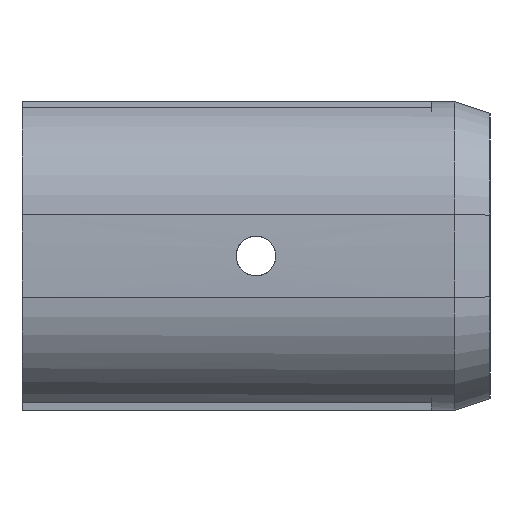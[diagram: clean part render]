
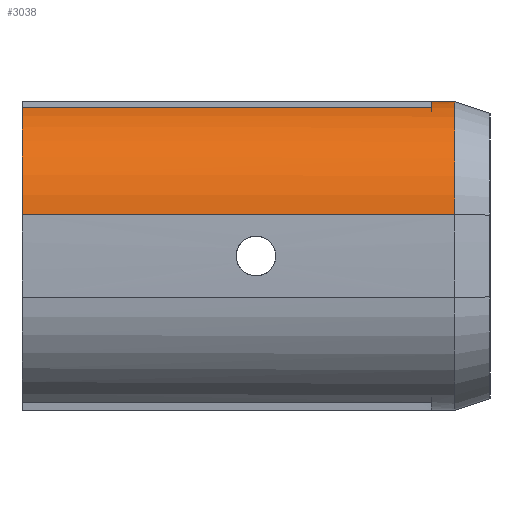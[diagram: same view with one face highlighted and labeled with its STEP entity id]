
A CAD part, left-side view. The second image highlights one B-rep face of the part: STEP entity #3038.
In plain terms, the highlighted cylindrical face has radius 10 mm (diameter 20 mm), a partial arc.
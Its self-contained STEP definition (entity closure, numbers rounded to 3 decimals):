
#135 = CARTESIAN_POINT ( 'NONE',  ( -95.947, 5., -4. ) ) ;
#169 = LINE ( 'NONE', #1277, #479 ) ;
#179 = DIRECTION ( 'NONE',  ( 0., 1., 0. ) ) ;
#313 = CARTESIAN_POINT ( 'NONE',  ( -99.118, 40., 5.484 ) ) ;
#479 = VECTOR ( 'NONE', #3472, 1000. ) ;
#704 = DIRECTION ( 'NONE',  ( 0., 1., 0. ) ) ;
#727 = VERTEX_POINT ( 'NONE', #1319 ) ;
#814 = AXIS2_PLACEMENT_3D ( 'NONE', #984, #704, #1513 ) ;
#885 = DIRECTION ( 'NONE',  ( 0., 1., 0. ) ) ;
#921 = EDGE_CURVE ( 'NONE', #1139, #2743, #1796, .T. ) ;
#925 = ORIENTED_EDGE ( 'NONE', *, *, #921, .F. ) ;
#931 = AXIS2_PLACEMENT_3D ( 'NONE', #135, #179, #3186 ) ;
#948 = EDGE_CURVE ( 'NONE', #727, #1406, #1733, .T. ) ;
#949 = DIRECTION ( 'NONE',  ( 0., -1., 0. ) ) ;
#984 = CARTESIAN_POINT ( 'NONE',  ( -95.947, 3., -4. ) ) ;
#1049 = CYLINDRICAL_SURFACE ( 'NONE', #1686, 10. ) ;
#1096 = EDGE_CURVE ( 'NONE', #2160, #1139, #1440, .T. ) ;
#1139 = VERTEX_POINT ( 'NONE', #2176 ) ;
#1216 = CARTESIAN_POINT ( 'NONE',  ( -95.947, 40., -4. ) ) ;
#1271 = DIRECTION ( 'NONE',  ( 0., 0., 1. ) ) ;
#1277 = CARTESIAN_POINT ( 'NONE',  ( -95.947, 0., 6. ) ) ;
#1287 = DIRECTION ( 'NONE',  ( 0., 1., 0. ) ) ;
#1319 = CARTESIAN_POINT ( 'NONE',  ( -99.118, 5., 5.484 ) ) ;
#1354 = EDGE_CURVE ( 'NONE', #1406, #2233, #169, .T. ) ;
#1406 = VERTEX_POINT ( 'NONE', #3311 ) ;
#1440 = LINE ( 'NONE', #2782, #2642 ) ;
#1441 = ORIENTED_EDGE ( 'NONE', *, *, #2568, .T. ) ;
#1484 = CARTESIAN_POINT ( 'NONE',  ( -105.941, 3., -3.667 ) ) ;
#1513 = DIRECTION ( 'NONE',  ( 0., 0., 1. ) ) ;
#1517 = ORIENTED_EDGE ( 'NONE', *, *, #1354, .F. ) ;
#1542 = ORIENTED_EDGE ( 'NONE', *, *, #948, .F. ) ;
#1543 = LINE ( 'NONE', #2080, #2648 ) ;
#1642 = FACE_OUTER_BOUND ( 'NONE', #1883, .T. ) ;
#1686 = AXIS2_PLACEMENT_3D ( 'NONE', #2146, #1892, #2181 ) ;
#1733 = CIRCLE ( 'NONE', #931, 10. ) ;
#1796 = CIRCLE ( 'NONE', #2357, 10. ) ;
#1883 = EDGE_LOOP ( 'NONE', ( #2218, #1441, #1517, #1542, #2091, #925 ) ) ;
#1892 = DIRECTION ( 'NONE',  ( 0., -1., 0. ) ) ;
#2080 = CARTESIAN_POINT ( 'NONE',  ( -99.118, 40., 5.484 ) ) ;
#2091 = ORIENTED_EDGE ( 'NONE', *, *, #2871, .F. ) ;
#2146 = CARTESIAN_POINT ( 'NONE',  ( -95.947, 40., -4. ) ) ;
#2160 = VERTEX_POINT ( 'NONE', #1484 ) ;
#2176 = CARTESIAN_POINT ( 'NONE',  ( -105.941, 40., -3.667 ) ) ;
#2181 = DIRECTION ( 'NONE',  ( 0., 0., -1. ) ) ;
#2218 = ORIENTED_EDGE ( 'NONE', *, *, #1096, .F. ) ;
#2233 = VERTEX_POINT ( 'NONE', #2874 ) ;
#2357 = AXIS2_PLACEMENT_3D ( 'NONE', #1216, #1287, #1271 ) ;
#2568 = EDGE_CURVE ( 'NONE', #2160, #2233, #3385, .T. ) ;
#2642 = VECTOR ( 'NONE', #885, 1000. ) ;
#2648 = VECTOR ( 'NONE', #949, 1000. ) ;
#2743 = VERTEX_POINT ( 'NONE', #313 ) ;
#2782 = CARTESIAN_POINT ( 'NONE',  ( -105.941, 40., -3.667 ) ) ;
#2871 = EDGE_CURVE ( 'NONE', #2743, #727, #1543, .T. ) ;
#2874 = CARTESIAN_POINT ( 'NONE',  ( -95.947, 3., 6. ) ) ;
#3038 = ADVANCED_FACE ( 'NONE', ( #1642 ), #1049, .T. ) ;
#3186 = DIRECTION ( 'NONE',  ( 0., 0., 1. ) ) ;
#3311 = CARTESIAN_POINT ( 'NONE',  ( -95.947, 5., 6. ) ) ;
#3385 = CIRCLE ( 'NONE', #814, 10. ) ;
#3472 = DIRECTION ( 'NONE',  ( 0., -1., 0. ) ) ;
